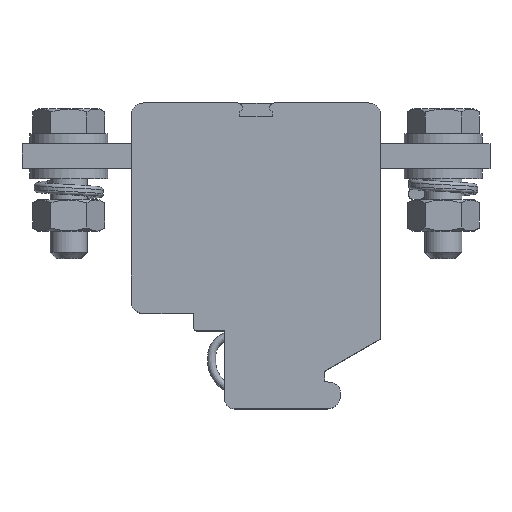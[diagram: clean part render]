
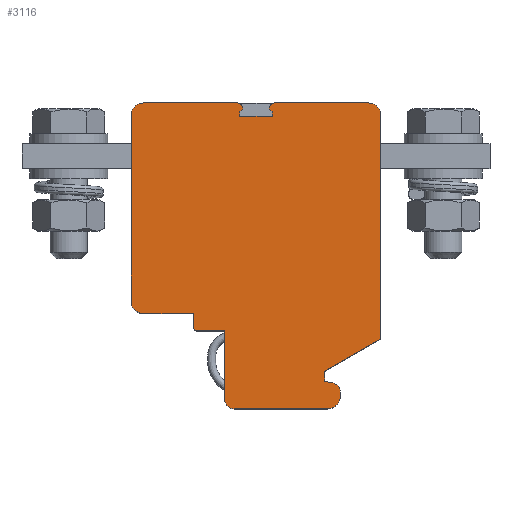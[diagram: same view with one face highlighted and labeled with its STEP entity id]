
A CAD part, top view. The second image highlights one B-rep face of the part: STEP entity #3116.
In plain terms, the highlighted planar face has unit normal (0, 0, 1).
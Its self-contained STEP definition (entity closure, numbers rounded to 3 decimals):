
#177=CIRCLE('',#3264,0.5);
#184=CIRCLE('',#3283,0.75);
#185=CIRCLE('',#3289,1.5);
#186=CIRCLE('',#3292,2.);
#187=CIRCLE('',#3295,1.5);
#188=CIRCLE('',#3298,2.);
#189=CIRCLE('',#3300,0.75);
#190=CIRCLE('',#3303,2.);
#191=CIRCLE('',#3305,2.);
#564=ORIENTED_EDGE('',*,*,#1018,.T.);
#565=ORIENTED_EDGE('',*,*,#1016,.T.);
#566=ORIENTED_EDGE('',*,*,#994,.T.);
#567=ORIENTED_EDGE('',*,*,#1019,.T.);
#568=ORIENTED_EDGE('',*,*,#977,.T.);
#569=ORIENTED_EDGE('',*,*,#1015,.T.);
#570=ORIENTED_EDGE('',*,*,#1013,.T.);
#571=ORIENTED_EDGE('',*,*,#939,.T.);
#572=ORIENTED_EDGE('',*,*,#937,.T.);
#573=ORIENTED_EDGE('',*,*,#934,.T.);
#574=ORIENTED_EDGE('',*,*,#943,.T.);
#575=ORIENTED_EDGE('',*,*,#1012,.T.);
#576=ORIENTED_EDGE('',*,*,#1010,.T.);
#577=ORIENTED_EDGE('',*,*,#1009,.T.);
#578=ORIENTED_EDGE('',*,*,#1007,.T.);
#579=ORIENTED_EDGE('',*,*,#1005,.T.);
#580=ORIENTED_EDGE('',*,*,#1003,.T.);
#581=ORIENTED_EDGE('',*,*,#1001,.T.);
#582=ORIENTED_EDGE('',*,*,#999,.T.);
#583=ORIENTED_EDGE('',*,*,#970,.T.);
#584=ORIENTED_EDGE('',*,*,#1020,.T.);
#585=ORIENTED_EDGE('',*,*,#996,.T.);
#586=ORIENTED_EDGE('',*,*,#991,.T.);
#587=ORIENTED_EDGE('',*,*,#989,.T.);
#588=ORIENTED_EDGE('',*,*,#987,.T.);
#589=ORIENTED_EDGE('',*,*,#985,.T.);
#590=ORIENTED_EDGE('',*,*,#983,.T.);
#591=ORIENTED_EDGE('',*,*,#981,.T.);
#592=ORIENTED_EDGE('',*,*,#979,.T.);
#934=EDGE_CURVE('',#1213,#1216,#1418,.T.);
#937=EDGE_CURVE('',#1217,#1213,#177,.T.);
#939=EDGE_CURVE('',#1220,#1217,#1421,.T.);
#943=EDGE_CURVE('',#1216,#1222,#1425,.T.);
#970=EDGE_CURVE('',#1245,#1246,#1438,.T.);
#977=EDGE_CURVE('',#1251,#1252,#1445,.T.);
#979=EDGE_CURVE('',#1254,#1253,#1447,.T.);
#981=EDGE_CURVE('',#1255,#1254,#1449,.T.);
#983=EDGE_CURVE('',#1256,#1255,#1451,.T.);
#985=EDGE_CURVE('',#1257,#1256,#1453,.T.);
#987=EDGE_CURVE('',#1258,#1257,#1455,.T.);
#989=EDGE_CURVE('',#1259,#1258,#1457,.T.);
#991=EDGE_CURVE('',#1260,#1259,#184,.T.);
#994=EDGE_CURVE('',#1262,#1261,#1461,.T.);
#996=EDGE_CURVE('',#1263,#1260,#1463,.T.);
#999=EDGE_CURVE('',#1264,#1245,#1466,.T.);
#1001=EDGE_CURVE('',#1265,#1264,#1468,.T.);
#1003=EDGE_CURVE('',#1266,#1265,#1470,.T.);
#1005=EDGE_CURVE('',#1267,#1266,#185,.T.);
#1007=EDGE_CURVE('',#1268,#1267,#1473,.T.);
#1009=EDGE_CURVE('',#1269,#1268,#186,.T.);
#1010=EDGE_CURVE('',#1270,#1269,#1475,.T.);
#1012=EDGE_CURVE('',#1222,#1270,#187,.T.);
#1013=EDGE_CURVE('',#1271,#1220,#1477,.T.);
#1015=EDGE_CURVE('',#1252,#1271,#188,.T.);
#1016=EDGE_CURVE('',#1272,#1262,#189,.T.);
#1018=EDGE_CURVE('',#1253,#1272,#1480,.T.);
#1019=EDGE_CURVE('',#1261,#1251,#190,.T.);
#1020=EDGE_CURVE('',#1246,#1263,#191,.T.);
#1213=VERTEX_POINT('',#4226);
#1216=VERTEX_POINT('',#4231);
#1217=VERTEX_POINT('',#4235);
#1220=VERTEX_POINT('',#4243);
#1222=VERTEX_POINT('',#4249);
#1245=VERTEX_POINT('',#4388);
#1246=VERTEX_POINT('',#4390);
#1251=VERTEX_POINT('',#4402);
#1252=VERTEX_POINT('',#4404);
#1253=VERTEX_POINT('',#4408);
#1254=VERTEX_POINT('',#4410);
#1255=VERTEX_POINT('',#4414);
#1256=VERTEX_POINT('',#4418);
#1257=VERTEX_POINT('',#4422);
#1258=VERTEX_POINT('',#4426);
#1259=VERTEX_POINT('',#4430);
#1260=VERTEX_POINT('',#4434);
#1261=VERTEX_POINT('',#4438);
#1262=VERTEX_POINT('',#4440);
#1263=VERTEX_POINT('',#4443);
#1264=VERTEX_POINT('',#4447);
#1265=VERTEX_POINT('',#4451);
#1266=VERTEX_POINT('',#4455);
#1267=VERTEX_POINT('',#4459);
#1268=VERTEX_POINT('',#4463);
#1269=VERTEX_POINT('',#4467);
#1270=VERTEX_POINT('',#4471);
#1271=VERTEX_POINT('',#4477);
#1272=VERTEX_POINT('',#4483);
#1418=LINE('',#4232,#1589);
#1421=LINE('',#4242,#1592);
#1425=LINE('',#4250,#1596);
#1438=LINE('',#4391,#1609);
#1445=LINE('',#4405,#1616);
#1447=LINE('',#4409,#1618);
#1449=LINE('',#4413,#1620);
#1451=LINE('',#4417,#1622);
#1453=LINE('',#4421,#1624);
#1455=LINE('',#4425,#1626);
#1457=LINE('',#4429,#1628);
#1461=LINE('',#4439,#1632);
#1463=LINE('',#4442,#1634);
#1466=LINE('',#4448,#1637);
#1468=LINE('',#4452,#1639);
#1470=LINE('',#4456,#1641);
#1473=LINE('',#4464,#1644);
#1475=LINE('',#4470,#1646);
#1477=LINE('',#4476,#1648);
#1480=LINE('',#4486,#1651);
#1589=VECTOR('',#3590,1000.);
#1592=VECTOR('',#3601,1000.);
#1596=VECTOR('',#3607,1000.);
#1609=VECTOR('',#3636,1000.);
#1616=VECTOR('',#3645,1000.);
#1618=VECTOR('',#3649,1000.);
#1620=VECTOR('',#3653,1000.);
#1622=VECTOR('',#3657,1000.);
#1624=VECTOR('',#3661,1000.);
#1626=VECTOR('',#3665,1000.);
#1628=VECTOR('',#3669,1000.);
#1632=VECTOR('',#3679,1000.);
#1634=VECTOR('',#3681,1000.);
#1637=VECTOR('',#3686,1000.);
#1639=VECTOR('',#3690,1000.);
#1641=VECTOR('',#3694,1000.);
#1644=VECTOR('',#3703,1000.);
#1646=VECTOR('',#3711,1000.);
#1648=VECTOR('',#3719,1000.);
#1651=VECTOR('',#3732,1000.);
#1805=EDGE_LOOP('',(#564,#565,#566,#567,#568,#569,#570,#571,#572,#573,#574,
#575,#576,#577,#578,#579,#580,#581,#582,#583,#584,#585,#586,#587,#588,#589,
#590,#591,#592));
#2002=FACE_BOUND('',#1805,.T.);
#2143=PLANE('',#3306);
#3116=ADVANCED_FACE('',(#2002),#2143,.T.);
#3264=AXIS2_PLACEMENT_3D('',#4238,#3596,#3597);
#3283=AXIS2_PLACEMENT_3D('',#4433,#3673,#3674);
#3289=AXIS2_PLACEMENT_3D('',#4460,#3698,#3699);
#3292=AXIS2_PLACEMENT_3D('',#4468,#3707,#3708);
#3295=AXIS2_PLACEMENT_3D('',#4474,#3715,#3716);
#3298=AXIS2_PLACEMENT_3D('',#4480,#3723,#3724);
#3300=AXIS2_PLACEMENT_3D('',#4482,#3727,#3728);
#3303=AXIS2_PLACEMENT_3D('',#4488,#3735,#3736);
#3305=AXIS2_PLACEMENT_3D('',#4490,#3739,#3740);
#3306=AXIS2_PLACEMENT_3D('',#4733,#3741,#3742);
#3590=DIRECTION('',(1.,0.,0.));
#3596=DIRECTION('',(0.,0.,1.));
#3597=DIRECTION('',(1.,0.,0.));
#3601=DIRECTION('',(0.,-1.,0.));
#3607=DIRECTION('',(0.,-1.,0.));
#3636=DIRECTION('',(0.,1.,0.));
#3645=DIRECTION('',(0.,-1.,0.));
#3649=DIRECTION('',(0.766,0.643,0.));
#3653=DIRECTION('',(0.,1.,0.));
#3657=DIRECTION('',(-1.,0.,0.));
#3661=DIRECTION('',(0.,-1.,0.));
#3665=DIRECTION('',(0.766,-0.643,0.));
#3669=DIRECTION('',(0.,-1.,0.));
#3673=DIRECTION('',(0.,0.,1.));
#3674=DIRECTION('',(1.,0.,0.));
#3679=DIRECTION('',(-1.,0.,0.));
#3681=DIRECTION('',(-1.,0.,0.));
#3686=DIRECTION('',(0.866,0.5,0.));
#3690=DIRECTION('',(0.,1.,0.));
#3694=DIRECTION('',(-0.981,0.194,0.));
#3698=DIRECTION('',(0.,0.,1.));
#3699=DIRECTION('',(1.,0.,0.));
#3703=DIRECTION('',(0.,1.,0.));
#3707=DIRECTION('',(0.,0.,1.));
#3708=DIRECTION('',(-1.,0.,0.));
#3711=DIRECTION('',(1.,0.,0.));
#3715=DIRECTION('',(0.,0.,1.));
#3716=DIRECTION('',(1.,0.,0.));
#3719=DIRECTION('',(1.,0.,0.));
#3723=DIRECTION('',(0.,0.,1.));
#3724=DIRECTION('',(1.,0.,0.));
#3727=DIRECTION('',(0.,0.,1.));
#3728=DIRECTION('',(1.,0.,0.));
#3732=DIRECTION('',(0.,1.,0.));
#3735=DIRECTION('',(0.,0.,1.));
#3736=DIRECTION('',(1.,0.,0.));
#3739=DIRECTION('',(0.,0.,1.));
#3740=DIRECTION('',(1.,0.,0.));
#3741=DIRECTION('',(0.,0.,1.));
#3742=DIRECTION('',(1.,0.,0.));
#4226=CARTESIAN_POINT('',(-9.5,-12.,28.));
#4231=CARTESIAN_POINT('',(-5.,-12.,28.));
#4232=CARTESIAN_POINT('',(-9.5,-12.,28.));
#4235=CARTESIAN_POINT('',(-10.,-11.5,28.));
#4238=CARTESIAN_POINT('',(-9.5,-11.5,28.));
#4242=CARTESIAN_POINT('',(-10.,-9.25,28.));
#4243=CARTESIAN_POINT('',(-10.,-9.25,28.));
#4249=CARTESIAN_POINT('',(-5.,-23.,28.));
#4250=CARTESIAN_POINT('',(-5.,-12.,28.));
#4388=CARTESIAN_POINT('',(20.,-13.304,28.));
#4390=CARTESIAN_POINT('',(20.,22.5,28.));
#4391=CARTESIAN_POINT('',(20.,-13.304,28.));
#4402=CARTESIAN_POINT('',(-20.,22.5,28.));
#4404=CARTESIAN_POINT('',(-20.,-7.25,28.));
#4405=CARTESIAN_POINT('',(-20.,22.5,28.));
#4408=CARTESIAN_POINT('',(-2.15,23.46,28.));
#4409=CARTESIAN_POINT('',(-2.6,23.082,28.));
#4410=CARTESIAN_POINT('',(-2.6,23.082,28.));
#4413=CARTESIAN_POINT('',(-2.6,22.35,28.));
#4414=CARTESIAN_POINT('',(-2.6,22.35,28.));
#4417=CARTESIAN_POINT('',(2.6,22.35,28.));
#4418=CARTESIAN_POINT('',(2.6,22.35,28.));
#4421=CARTESIAN_POINT('',(2.6,23.082,28.));
#4422=CARTESIAN_POINT('',(2.6,23.082,28.));
#4425=CARTESIAN_POINT('',(2.15,23.46,28.));
#4426=CARTESIAN_POINT('',(2.15,23.46,28.));
#4429=CARTESIAN_POINT('',(2.15,23.75,28.));
#4430=CARTESIAN_POINT('',(2.15,23.75,28.));
#4433=CARTESIAN_POINT('',(2.9,23.75,28.));
#4434=CARTESIAN_POINT('',(2.9,24.5,28.));
#4438=CARTESIAN_POINT('',(-18.,24.5,28.));
#4439=CARTESIAN_POINT('',(-2.9,24.5,28.));
#4440=CARTESIAN_POINT('',(-2.9,24.5,28.));
#4442=CARTESIAN_POINT('',(18.,24.5,28.));
#4443=CARTESIAN_POINT('',(18.,24.5,28.));
#4447=CARTESIAN_POINT('',(11.,-18.5,28.));
#4448=CARTESIAN_POINT('',(11.,-18.5,28.));
#4451=CARTESIAN_POINT('',(11.,-20.1,28.));
#4452=CARTESIAN_POINT('',(11.,-20.1,28.));
#4455=CARTESIAN_POINT('',(12.291,-20.355,28.));
#4456=CARTESIAN_POINT('',(12.291,-20.355,28.));
#4459=CARTESIAN_POINT('',(13.5,-21.827,28.));
#4460=CARTESIAN_POINT('',(12.,-21.827,28.));
#4463=CARTESIAN_POINT('',(13.5,-22.5,28.));
#4464=CARTESIAN_POINT('',(13.5,-22.5,28.));
#4467=CARTESIAN_POINT('',(11.5,-24.5,28.));
#4468=CARTESIAN_POINT('',(11.5,-22.5,28.));
#4470=CARTESIAN_POINT('',(-3.5,-24.5,28.));
#4471=CARTESIAN_POINT('',(-3.5,-24.5,28.));
#4474=CARTESIAN_POINT('',(-3.5,-23.,28.));
#4476=CARTESIAN_POINT('',(-18.,-9.25,28.));
#4477=CARTESIAN_POINT('',(-18.,-9.25,28.));
#4480=CARTESIAN_POINT('',(-18.,-7.25,28.));
#4482=CARTESIAN_POINT('',(-2.9,23.75,28.));
#4483=CARTESIAN_POINT('',(-2.15,23.75,28.));
#4486=CARTESIAN_POINT('',(-2.15,23.46,28.));
#4488=CARTESIAN_POINT('',(-18.,22.5,28.));
#4490=CARTESIAN_POINT('',(18.,22.5,28.));
#4733=CARTESIAN_POINT('',(-10.,17.5,28.));
